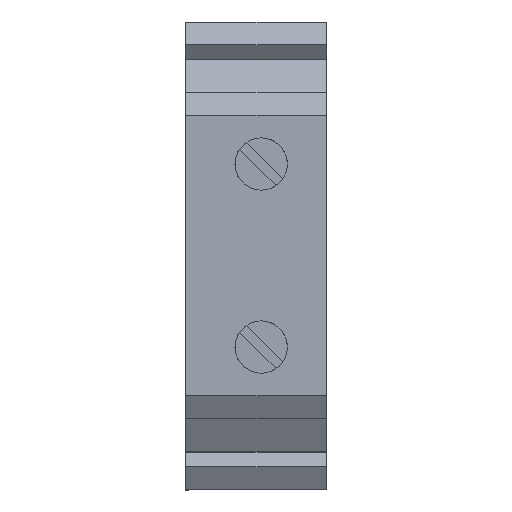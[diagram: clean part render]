
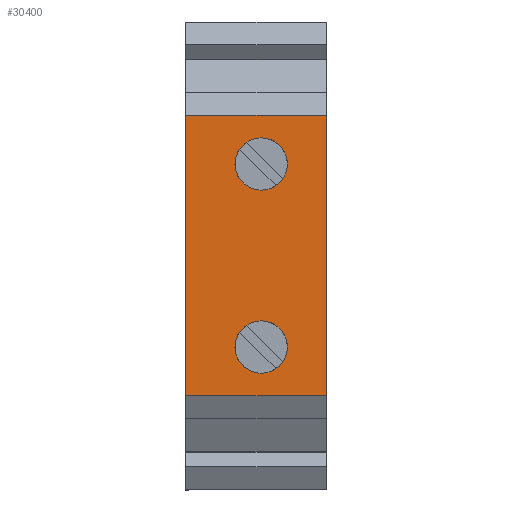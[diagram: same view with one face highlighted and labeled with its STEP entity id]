
A CAD part, top view. The second image highlights one B-rep face of the part: STEP entity #30400.
In plain terms, the highlighted face is planar.
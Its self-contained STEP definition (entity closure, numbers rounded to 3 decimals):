
#2610=CARTESIAN_POINT('',(68.,104.6,-18.05));
#2620=VERTEX_POINT('',#2610);
#2650=CARTESIAN_POINT('',(0.,104.6,-18.05));
#2660=DIRECTION('',(-1.,0.,0.));
#2670=VECTOR('',#2660,1.);
#2680=LINE('',#2650,#2670);
#2690=CARTESIAN_POINT('',(32.,104.6,-18.05));
#2700=VERTEX_POINT('',#2690);
#2710=EDGE_CURVE('',#2620,#2700,#2680,.T.);
#9600=CARTESIAN_POINT('',(32.,104.6,0.));
#9610=VERTEX_POINT('',#9600);
#9640=CARTESIAN_POINT('',(0.,104.6,0.));
#9650=DIRECTION('',(-1.,0.,0.));
#9660=VECTOR('',#9650,1.);
#9670=LINE('',#9640,#9660);
#9680=CARTESIAN_POINT('',(68.,104.6,0.));
#9690=VERTEX_POINT('',#9680);
#9700=EDGE_CURVE('',#9690,#9610,#9670,.T.);
#13950=CARTESIAN_POINT('',(32.,104.6,0.));
#13960=DIRECTION('',(0.,0.,-1.));
#13970=VECTOR('',#13960,1.);
#13980=LINE('',#13950,#13970);
#13990=EDGE_CURVE('',#9610,#2700,#13980,.T.);
#18290=CARTESIAN_POINT('',(41.613,104.6,-8.363));
#18300=VERTEX_POINT('',#18290);
#18330=CARTESIAN_POINT('',(38.25,104.6,-8.363));
#18340=DIRECTION('',(0.,1.,0.));
#18350=DIRECTION('',(-1.,0.,0.));
#18360=AXIS2_PLACEMENT_3D('',#18330,#18340,#18350);
#18370=CIRCLE('',#18360,3.363);
#18380=CARTESIAN_POINT('',(34.888,104.6,-8.363));
#18390=VERTEX_POINT('',#18380);
#18400=EDGE_CURVE('',#18390,#18300,#18370,.T.);
#21980=CARTESIAN_POINT('',(58.388,104.6,-8.362));
#21990=VERTEX_POINT('',#21980);
#22440=CARTESIAN_POINT('',(65.113,104.6,-8.362));
#22450=VERTEX_POINT('',#22440);
#22480=CARTESIAN_POINT('',(61.75,104.6,-8.362));
#22490=DIRECTION('',(0.,1.,0.));
#22500=DIRECTION('',(1.,0.,0.));
#22510=AXIS2_PLACEMENT_3D('',#22480,#22490,#22500);
#22520=CIRCLE('',#22510,3.363);
#22530=EDGE_CURVE('',#21990,#22450,#22520,.T.);
#28580=CARTESIAN_POINT('',(68.,104.6,0.));
#28590=DIRECTION('',(0.,0.,-1.));
#28600=VECTOR('',#28590,1.);
#28610=LINE('',#28580,#28600);
#28620=EDGE_CURVE('',#9690,#2620,#28610,.T.);
#30190=CARTESIAN_POINT('',(32.5,104.6,-18.05));
#30200=DIRECTION('',(0.,1.,-0.));
#30210=DIRECTION('',(-1.,0.,0.));
#30220=AXIS2_PLACEMENT_3D('',#30190,#30200,#30210);
#30230=PLANE('',#30220);
#30240=ORIENTED_EDGE('',*,*,#18400,.F.);
#30250=EDGE_CURVE('',#18300,#18390,#18370,.T.);
#30260=ORIENTED_EDGE('',*,*,#30250,.F.);
#30270=EDGE_LOOP('',(#30260,#30240));
#30280=FACE_BOUND('',#30270,.T.);
#30290=EDGE_CURVE('',#22450,#21990,#22520,.T.);
#30300=ORIENTED_EDGE('',*,*,#30290,.F.);
#30310=ORIENTED_EDGE('',*,*,#22530,.F.);
#30320=EDGE_LOOP('',(#30310,#30300));
#30330=FACE_BOUND('',#30320,.T.);
#30340=ORIENTED_EDGE('',*,*,#2710,.T.);
#30350=ORIENTED_EDGE('',*,*,#28620,.T.);
#30360=ORIENTED_EDGE('',*,*,#9700,.F.);
#30370=ORIENTED_EDGE('',*,*,#13990,.F.);
#30380=EDGE_LOOP('',(#30370,#30360,#30350,#30340));
#30390=FACE_OUTER_BOUND('',#30380,.T.);
#30400=ADVANCED_FACE('',(#30280,#30330,#30390),#30230,.T.);
